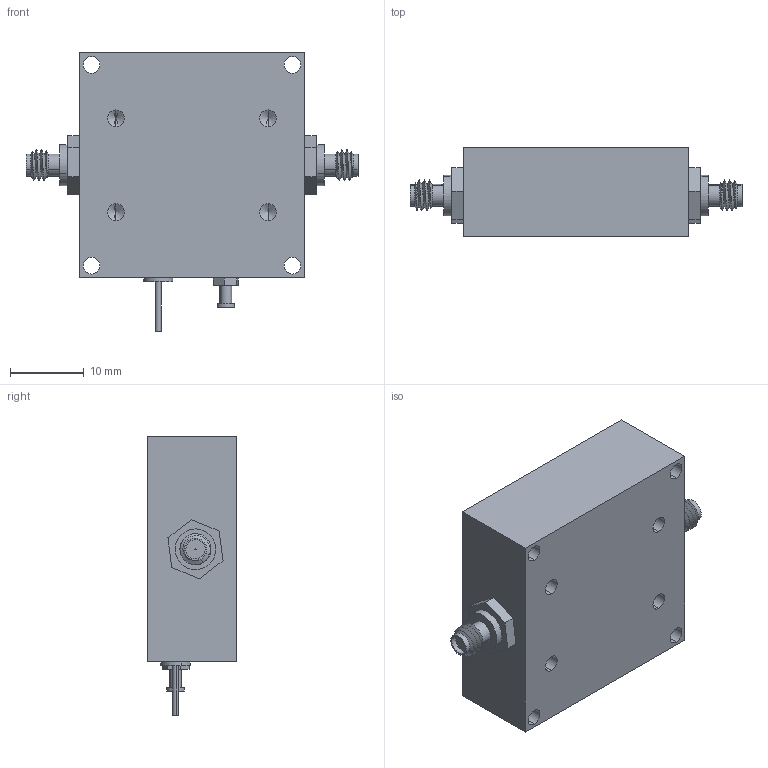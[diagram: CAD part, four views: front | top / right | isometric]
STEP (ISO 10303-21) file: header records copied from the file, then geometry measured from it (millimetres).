
FILE_DESCRIPTION (( 'STEP AP214' ), '1' );
FILE_NAME ('BG-SC-2, Defeatured.STEP', '2022-05-25T21:52:04', ( '' ), ( '' ), 'SwSTEP 2.0', 'SolidWorks 2021', '' );
FILE_SCHEMA (( 'AUTOMOTIVE_DESIGN' ));
Length unit declared in the file: inch
Products named in the file (1): BG-SC-2, Defeatured
Bounding box: 44.92 x 12.06 x 37.72 mm (x, y, z)
Volume: 11180.3 mm3; surface area: 6308.5 mm2
Topology: 10 solids, 10 shells, 280 faces, 710 edges, 456 vertices
Faces by surface type: plane 128, cylinder 104, cone 44, bspline 4
Entity records: 13071 total; most frequent: CARTESIAN_POINT 2735, ORIENTED_EDGE 1388, DIRECTION 1326, EDGE_CURVE 694, AXIS2_PLACEMENT_3D 497, VERTEX_POINT 456, LINE 332, VECTOR 332
